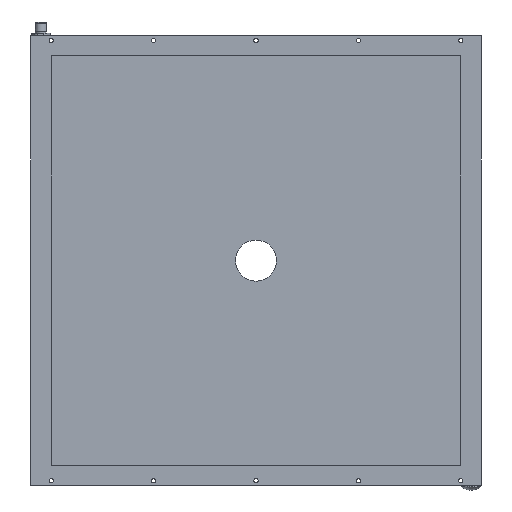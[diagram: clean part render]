
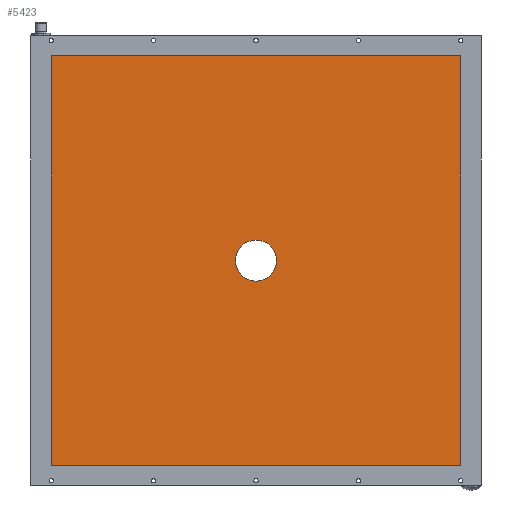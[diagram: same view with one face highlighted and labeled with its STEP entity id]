
A CAD part, front view. The second image highlights one B-rep face of the part: STEP entity #5423.
In plain terms, the highlighted planar face has unit normal (0, -1, 0).
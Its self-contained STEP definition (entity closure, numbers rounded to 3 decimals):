
#7 = DIRECTION ( 'NONE',  ( -1., 0., 0. ) ) ;
#8 = CARTESIAN_POINT ( 'NONE',  ( 0., 4.1, -420. ) ) ;
#89 = LINE ( 'NONE', #8, #4930 ) ;
#239 = EDGE_CURVE ( 'NONE', #2977, #2757, #5542, .T. ) ;
#480 = DIRECTION ( 'NONE',  ( 0., 0., 1. ) ) ;
#494 = CARTESIAN_POINT ( 'NONE',  ( 420., 4.1, -426. ) ) ;
#541 = EDGE_CURVE ( 'NONE', #3249, #2757, #89, .T. ) ;
#556 = EDGE_CURVE ( 'NONE', #2977, #2931, #3888, .T. ) ;
#570 = EDGE_CURVE ( 'NONE', #3249, #2931, #3896, .T. ) ;
#605 = EDGE_CURVE ( 'NONE', #2427, #2427, #5104, .T. ) ;
#978 = ORIENTED_EDGE ( 'NONE', *, *, #570, .T. ) ;
#1259 = ORIENTED_EDGE ( 'NONE', *, *, #556, .F. ) ;
#1377 = ORIENTED_EDGE ( 'NONE', *, *, #541, .F. ) ;
#1379 = ORIENTED_EDGE ( 'NONE', *, *, #239, .T. ) ;
#1551 = CARTESIAN_POINT ( 'NONE',  ( 20., 4.1, -420. ) ) ;
#1642 = CARTESIAN_POINT ( 'NONE',  ( 420., 4.1, -20. ) ) ;
#1699 = CARTESIAN_POINT ( 'NONE',  ( 20., 4.1, -20. ) ) ;
#2064 = CARTESIAN_POINT ( 'NONE',  ( 15.5, 4.1, -424.5 ) ) ;
#2068 = FACE_BOUND ( 'NONE', #3174, .T. ) ;
#2084 = FACE_OUTER_BOUND ( 'NONE', #3175, .T. ) ;
#2085 = PLANE ( 'NONE',  #4159 ) ;
#2086 = DIRECTION ( 'NONE',  ( 0., -1., 0. ) ) ;
#2087 = DIRECTION ( 'NONE',  ( 1., 0., 0. ) ) ;
#2427 = VERTEX_POINT ( 'NONE', #2430 ) ;
#2430 = CARTESIAN_POINT ( 'NONE',  ( 200., 4.1, -220. ) ) ;
#2757 = VERTEX_POINT ( 'NONE', #1551 ) ;
#2931 = VERTEX_POINT ( 'NONE', #1642 ) ;
#2977 = VERTEX_POINT ( 'NONE', #1699 ) ;
#3174 = EDGE_LOOP ( 'NONE', ( #4897 ) ) ;
#3175 = EDGE_LOOP ( 'NONE', ( #1377, #978, #1259, #1379 ) ) ;
#3249 = VERTEX_POINT ( 'NONE', #3457 ) ;
#3457 = CARTESIAN_POINT ( 'NONE',  ( 420., 4.1, -420. ) ) ;
#3470 = CARTESIAN_POINT ( 'NONE',  ( 220., 4.1, -220. ) ) ;
#3508 = DIRECTION ( 'NONE',  ( 0., 1., 0. ) ) ;
#3515 = DIRECTION ( 'NONE',  ( -1., 0., 0. ) ) ;
#3888 = LINE ( 'NONE', #3930, #4990 ) ;
#3896 = LINE ( 'NONE', #494, #4967 ) ;
#3930 = CARTESIAN_POINT ( 'NONE',  ( 440., 4.1, -20. ) ) ;
#3951 = DIRECTION ( 'NONE',  ( 1., 0., 0. ) ) ;
#4159 = AXIS2_PLACEMENT_3D ( 'NONE', #2064, #2086, #2087 ) ;
#4897 = ORIENTED_EDGE ( 'NONE', *, *, #605, .T. ) ;
#4930 = VECTOR ( 'NONE', #7, 1000. ) ;
#4967 = VECTOR ( 'NONE', #480, 1000. ) ;
#4990 = VECTOR ( 'NONE', #3951, 1000. ) ;
#5104 = CIRCLE ( 'NONE', #5190, 20. ) ;
#5190 = AXIS2_PLACEMENT_3D ( 'NONE', #3470, #3508, #3515 ) ;
#5323 = VECTOR ( 'NONE', #5559, 1000. ) ;
#5423 = ADVANCED_FACE ( 'NONE', ( #2068, #2084 ), #2085, .T. ) ;
#5542 = LINE ( 'NONE', #5597, #5323 ) ;
#5559 = DIRECTION ( 'NONE',  ( 0., 0., -1. ) ) ;
#5597 = CARTESIAN_POINT ( 'NONE',  ( 20., 4.1, -14. ) ) ;
